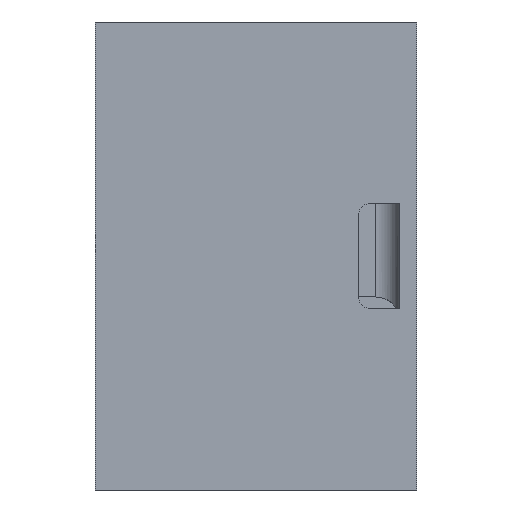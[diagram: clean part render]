
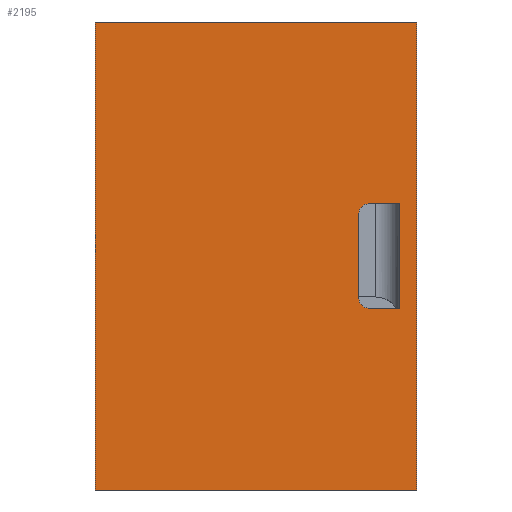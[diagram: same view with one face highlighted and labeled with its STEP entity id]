
A CAD part, left-side view. The second image highlights one B-rep face of the part: STEP entity #2195.
In plain terms, the highlighted planar face has unit normal (-1, 0, 0).
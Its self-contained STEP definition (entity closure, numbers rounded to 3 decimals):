
#39 = DIRECTION ( 'NONE',  ( 0., 0., -1. ) ) ;
#62 = ORIENTED_EDGE ( 'NONE', *, *, #3912, .F. ) ;
#113 = DIRECTION ( 'NONE',  ( 0., 0., 1. ) ) ;
#255 = VERTEX_POINT ( 'NONE', #1570 ) ;
#310 = ORIENTED_EDGE ( 'NONE', *, *, #3495, .T. ) ;
#333 = VERTEX_POINT ( 'NONE', #2194 ) ;
#415 = DIRECTION ( 'NONE',  ( 1., 0., 0. ) ) ;
#465 = CARTESIAN_POINT ( 'NONE',  ( 0., 4., -23.5 ) ) ;
#564 = CIRCLE ( 'NONE', #1171, 1. ) ;
#572 = VERTEX_POINT ( 'NONE', #1720 ) ;
#749 = VECTOR ( 'NONE', #4364, 1000. ) ;
#818 = LINE ( 'NONE', #2074, #3332 ) ;
#846 = EDGE_CURVE ( 'NONE', #1309, #3215, #3131, .T. ) ;
#885 = CARTESIAN_POINT ( 'NONE',  ( 0., 4., -15.5 ) ) ;
#895 = CARTESIAN_POINT ( 'NONE',  ( 0., 1.5, -15.5 ) ) ;
#941 = EDGE_CURVE ( 'NONE', #1438, #2116, #3914, .T. ) ;
#984 = CARTESIAN_POINT ( 'NONE',  ( 0., 5., -16.5 ) ) ;
#1092 = VECTOR ( 'NONE', #2794, 1000. ) ;
#1099 = CARTESIAN_POINT ( 'NONE',  ( 0., 1.5, -40. ) ) ;
#1171 = AXIS2_PLACEMENT_3D ( 'NONE', #4156, #415, #39 ) ;
#1305 = CARTESIAN_POINT ( 'NONE',  ( 0., 1.5, -24.5 ) ) ;
#1309 = VERTEX_POINT ( 'NONE', #984 ) ;
#1358 = DIRECTION ( 'NONE',  ( 1., 0., 0. ) ) ;
#1438 = VERTEX_POINT ( 'NONE', #2650 ) ;
#1519 = VERTEX_POINT ( 'NONE', #2348 ) ;
#1570 = CARTESIAN_POINT ( 'NONE',  ( 0., 0., -40. ) ) ;
#1594 = ORIENTED_EDGE ( 'NONE', *, *, #3311, .T. ) ;
#1597 = DIRECTION ( 'NONE',  ( 0., 0., 1. ) ) ;
#1609 = CARTESIAN_POINT ( 'NONE',  ( 0., 5., -23.5 ) ) ;
#1667 = DIRECTION ( 'NONE',  ( 0., 0., 1. ) ) ;
#1689 = DIRECTION ( 'NONE',  ( 0., 0., -1. ) ) ;
#1720 = CARTESIAN_POINT ( 'NONE',  ( 0., 1.5, -15.5 ) ) ;
#1785 = EDGE_CURVE ( 'NONE', #333, #1438, #3539, .T. ) ;
#1835 = DIRECTION ( 'NONE',  ( 0., 0., -1. ) ) ;
#1860 = LINE ( 'NONE', #3836, #3604 ) ;
#1945 = VECTOR ( 'NONE', #3291, 1000. ) ;
#1972 = CIRCLE ( 'NONE', #2705, 1. ) ;
#2036 = ORIENTED_EDGE ( 'NONE', *, *, #1785, .F. ) ;
#2074 = CARTESIAN_POINT ( 'NONE',  ( 0., 0., 0. ) ) ;
#2116 = VERTEX_POINT ( 'NONE', #2992 ) ;
#2155 = ORIENTED_EDGE ( 'NONE', *, *, #846, .F. ) ;
#2194 = CARTESIAN_POINT ( 'NONE',  ( 0., 27.5, -40. ) ) ;
#2195 = ADVANCED_FACE ( 'NONE', ( #3617, #3964 ), #4076, .F. ) ;
#2218 = ORIENTED_EDGE ( 'NONE', *, *, #2446, .F. ) ;
#2305 = EDGE_LOOP ( 'NONE', ( #310, #1594, #3865, #2036 ) ) ;
#2330 = EDGE_CURVE ( 'NONE', #1519, #3215, #1972, .T. ) ;
#2348 = CARTESIAN_POINT ( 'NONE',  ( 0., 4., -24.5 ) ) ;
#2424 = DIRECTION ( 'NONE',  ( 0., -1., 0. ) ) ;
#2446 = EDGE_CURVE ( 'NONE', #4007, #572, #1860, .T. ) ;
#2471 = LINE ( 'NONE', #1305, #749 ) ;
#2570 = ORIENTED_EDGE ( 'NONE', *, *, #2330, .T. ) ;
#2650 = CARTESIAN_POINT ( 'NONE',  ( 0., 27.5, 0. ) ) ;
#2677 = VERTEX_POINT ( 'NONE', #885 ) ;
#2705 = AXIS2_PLACEMENT_3D ( 'NONE', #465, #2829, #1835 ) ;
#2794 = DIRECTION ( 'NONE',  ( 0., 0., -1. ) ) ;
#2829 = DIRECTION ( 'NONE',  ( 1., 0., 0. ) ) ;
#2992 = CARTESIAN_POINT ( 'NONE',  ( 0., 0., 0. ) ) ;
#2995 = EDGE_LOOP ( 'NONE', ( #2218, #4192, #2570, #2155, #2998, #62 ) ) ;
#2998 = ORIENTED_EDGE ( 'NONE', *, *, #4400, .T. ) ;
#3070 = LINE ( 'NONE', #1099, #3123 ) ;
#3100 = DIRECTION ( 'NONE',  ( 0., -1., 0. ) ) ;
#3123 = VECTOR ( 'NONE', #2424, 1000. ) ;
#3131 = LINE ( 'NONE', #4332, #1092 ) ;
#3158 = LINE ( 'NONE', #895, #1945 ) ;
#3215 = VERTEX_POINT ( 'NONE', #1609 ) ;
#3275 = VECTOR ( 'NONE', #3100, 1000. ) ;
#3291 = DIRECTION ( 'NONE',  ( 0., 1., 0. ) ) ;
#3311 = EDGE_CURVE ( 'NONE', #255, #2116, #818, .T. ) ;
#3332 = VECTOR ( 'NONE', #1667, 1000. ) ;
#3495 = EDGE_CURVE ( 'NONE', #333, #255, #3070, .T. ) ;
#3539 = LINE ( 'NONE', #3653, #3962 ) ;
#3604 = VECTOR ( 'NONE', #113, 1000. ) ;
#3617 = FACE_OUTER_BOUND ( 'NONE', #2305, .T. ) ;
#3653 = CARTESIAN_POINT ( 'NONE',  ( 0., 27.5, -40. ) ) ;
#3825 = CARTESIAN_POINT ( 'NONE',  ( 0., 1.5, 0. ) ) ;
#3836 = CARTESIAN_POINT ( 'NONE',  ( 0., 1.5, -24.5 ) ) ;
#3865 = ORIENTED_EDGE ( 'NONE', *, *, #941, .F. ) ;
#3912 = EDGE_CURVE ( 'NONE', #572, #2677, #3158, .T. ) ;
#3914 = LINE ( 'NONE', #3825, #3275 ) ;
#3934 = EDGE_CURVE ( 'NONE', #1519, #4007, #2471, .T. ) ;
#3962 = VECTOR ( 'NONE', #1597, 1000. ) ;
#3964 = FACE_BOUND ( 'NONE', #2995, .T. ) ;
#4007 = VERTEX_POINT ( 'NONE', #4328 ) ;
#4076 = PLANE ( 'NONE',  #4402 ) ;
#4094 = CARTESIAN_POINT ( 'NONE',  ( 0., 1.5, 0. ) ) ;
#4156 = CARTESIAN_POINT ( 'NONE',  ( 0., 4., -16.5 ) ) ;
#4192 = ORIENTED_EDGE ( 'NONE', *, *, #3934, .F. ) ;
#4328 = CARTESIAN_POINT ( 'NONE',  ( 0., 1.5, -24.5 ) ) ;
#4332 = CARTESIAN_POINT ( 'NONE',  ( 0., 5., -24.5 ) ) ;
#4364 = DIRECTION ( 'NONE',  ( 0., -1., 0. ) ) ;
#4400 = EDGE_CURVE ( 'NONE', #1309, #2677, #564, .T. ) ;
#4402 = AXIS2_PLACEMENT_3D ( 'NONE', #4094, #1358, #1689 ) ;
